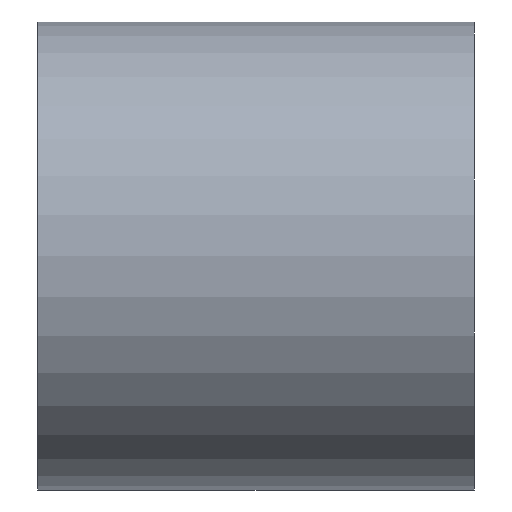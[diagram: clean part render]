
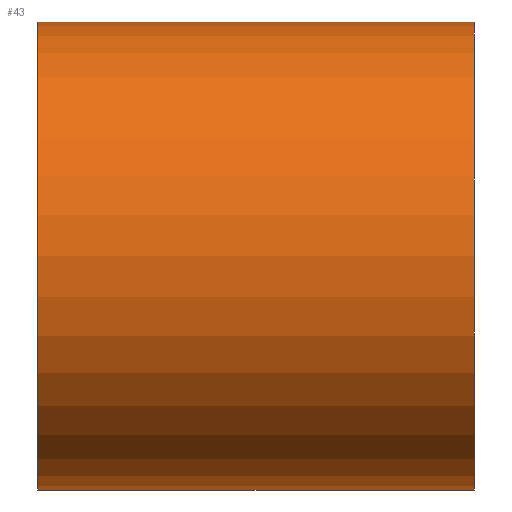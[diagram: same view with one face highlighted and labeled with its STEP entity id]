
A CAD part, left-side view. The second image highlights one B-rep face of the part: STEP entity #43.
In plain terms, the highlighted cylindrical face has radius 7.5 mm (diameter 15 mm), a partial arc.
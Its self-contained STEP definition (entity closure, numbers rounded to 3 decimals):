
#10 = DIRECTION ( 'NONE',  ( 0., 1., 0. ) ) ;
#13 = DIRECTION ( 'NONE',  ( 0., 1., 0. ) ) ;
#15 = DIRECTION ( 'NONE',  ( 0., 1., 0. ) ) ;
#16 = AXIS2_PLACEMENT_3D ( 'NONE', #138, #13, #195 ) ;
#18 = CIRCLE ( 'NONE', #90, 7.5 ) ;
#19 = EDGE_CURVE ( 'NONE', #47, #127, #91, .T. ) ;
#21 = VECTOR ( 'NONE', #10, 1000. ) ;
#32 = LINE ( 'NONE', #166, #21 ) ;
#43 = ADVANCED_FACE ( 'NONE', ( #120 ), #196, .T. ) ;
#47 = VERTEX_POINT ( 'NONE', #174 ) ;
#48 = CARTESIAN_POINT ( 'NONE',  ( 0., 19.51, 0. ) ) ;
#63 = AXIS2_PLACEMENT_3D ( 'NONE', #48, #15, #112 ) ;
#64 = ORIENTED_EDGE ( 'NONE', *, *, #126, .F. ) ;
#65 = EDGE_CURVE ( 'NONE', #96, #47, #18, .T. ) ;
#82 = CARTESIAN_POINT ( 'NONE',  ( 0., 0., 0. ) ) ;
#90 = AXIS2_PLACEMENT_3D ( 'NONE', #82, #114, #137 ) ;
#91 = LINE ( 'NONE', #216, #155 ) ;
#96 = VERTEX_POINT ( 'NONE', #194 ) ;
#108 = EDGE_LOOP ( 'NONE', ( #143, #200, #215, #64 ) ) ;
#112 = DIRECTION ( 'NONE',  ( 0., 0., 1. ) ) ;
#114 = DIRECTION ( 'NONE',  ( 0., 1., 0. ) ) ;
#118 = CIRCLE ( 'NONE', #16, 7.5 ) ;
#119 = CARTESIAN_POINT ( 'NONE',  ( 0., 14., -7.5 ) ) ;
#120 = FACE_OUTER_BOUND ( 'NONE', #108, .T. ) ;
#126 = EDGE_CURVE ( 'NONE', #204, #127, #118, .T. ) ;
#127 = VERTEX_POINT ( 'NONE', #210 ) ;
#137 = DIRECTION ( 'NONE',  ( 0., 0., 1. ) ) ;
#138 = CARTESIAN_POINT ( 'NONE',  ( 0., 14., 0. ) ) ;
#143 = ORIENTED_EDGE ( 'NONE', *, *, #160, .F. ) ;
#155 = VECTOR ( 'NONE', #165, 1000. ) ;
#160 = EDGE_CURVE ( 'NONE', #96, #204, #32, .T. ) ;
#165 = DIRECTION ( 'NONE',  ( 0., 1., 0. ) ) ;
#166 = CARTESIAN_POINT ( 'NONE',  ( 0., 19.51, -7.5 ) ) ;
#174 = CARTESIAN_POINT ( 'NONE',  ( 0., 0., 7.5 ) ) ;
#194 = CARTESIAN_POINT ( 'NONE',  ( 0., 0., -7.5 ) ) ;
#195 = DIRECTION ( 'NONE',  ( 0., 0., 1. ) ) ;
#196 = CYLINDRICAL_SURFACE ( 'NONE', #63, 7.5 ) ;
#200 = ORIENTED_EDGE ( 'NONE', *, *, #65, .T. ) ;
#204 = VERTEX_POINT ( 'NONE', #119 ) ;
#210 = CARTESIAN_POINT ( 'NONE',  ( 0., 14., 7.5 ) ) ;
#215 = ORIENTED_EDGE ( 'NONE', *, *, #19, .T. ) ;
#216 = CARTESIAN_POINT ( 'NONE',  ( 0., 19.51, 7.5 ) ) ;
